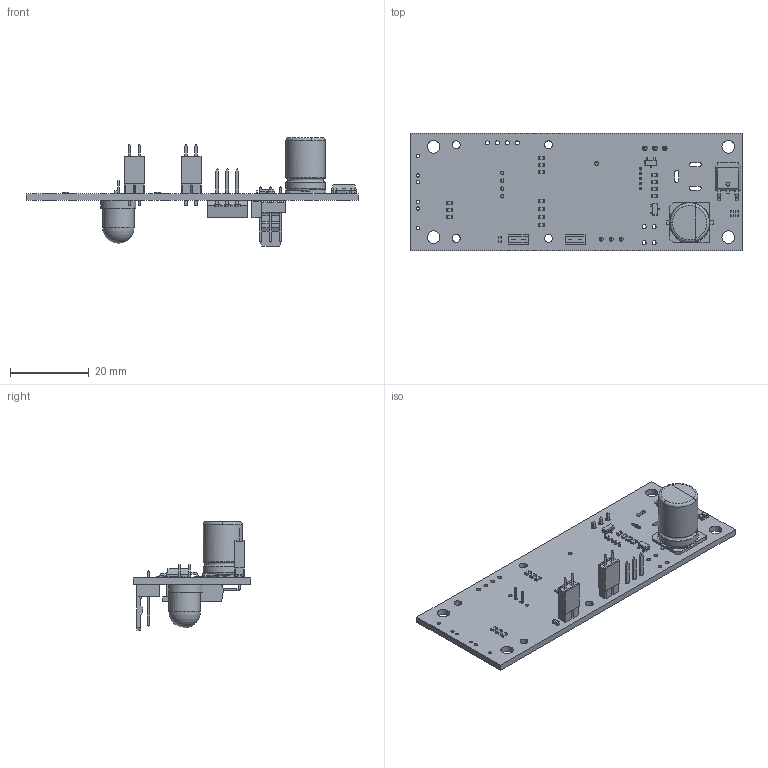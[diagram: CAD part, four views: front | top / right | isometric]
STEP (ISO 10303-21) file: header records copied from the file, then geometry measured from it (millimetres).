
FILE_DESCRIPTION(('FreeCAD Model'),'2;1');
FILE_NAME( 'NinjaLAMP.step', '2020-10-29T19:45:50',('Author'),(''), 'Open CASCADE STEP processor 7.3','FreeCAD','Unknown');
FILE_SCHEMA(('AUTOMOTIVE_DESIGN { 1 0 10303 214 1 1 1 1 }'));
Length unit declared in the file: millimetre
Products named in the file (39): NinjaLAMP; Board_Geoms_394c; Local_CS_394c; Pcb_394c; PCB_Sketch_394c; Step_Models_394c; Top_394c; NTC_AIR1_PinHeader_1x02_P254mm_Vertical_5FA54BA2[2]; NTC_AIR1_PinSocket_1x02_P254mm_Vertical_5FA54BA2[3]; NTC_WELL1_AIR1_PinHeader_1x02_P254mm_Vertical_5FA54BB8[2]; NTC_WELL1_AIR1_PinSocket_1x02_P254mm_Vertical_5FA54BB8[3]; Q1_SOT_23_5FA54BDB; Q2_SOT_23_5FC62037; R4_R_0603_1608Metric_5FA5EEA7[2]; R5_R_0603_1608Metric_5FA5EE77[2]; R7_R_0603_1608Metric_5FA54C48[2]; R8_R_0603_1608Metric_5FA54C59[2]; R11_R_0603_1608Metric_5FB015A9[2]; R12_R_0603_1608Metric_5FA54C7B[2]; R9_R_0603_1608Metric_5FBBD0C3[2]; R1_R_0603_1608Metric_5FA54C9D[2]; R2_R_0603_1608Metric_5F9A590A[2]; R13_R_0603_1608Metric_5FC622F6[2]; R3_R_0603_1608Metric_5FA54CD0[2]; R14_R_0603_1608Metric_5FC62217[2]; TH1_C_0603_1608Metric_5FD6973E[2]; R6_R_0603_1608Metric_5F9A13DC[2]; R10_R_0603_1608Metric_5F9A13ED[2]; C2_C_0603_1608Metric_5FBC6DB6[2]; C3_C_0603_1608Metric_5FBC6A8D[2]; U2_TO_252_2_5FBC6AF2; C1_CP_Elec_10x143_5FBC6B8C; Bot_394c; J2_PinSocket_1x05_P127mm_Vertical_5FD4DE27[2]; FAN1_Molex_AE_6410_03A_5FD73072[2]; EXTRA_Q1_TO-220-3_Horizontal_TabUp_5FB01CE5[2]; Step_Virtual_Models_394c; BotV_394c; D1_LED_D8.0mm_5F98D6B4
Assembly tree (38 placements, depth 4):
  NinjaLAMP
    Board_Geoms_394c
      Local_CS_394c
      Pcb_394c
      PCB_Sketch_394c
    Step_Models_394c
      Top_394c
        NTC_AIR1_PinHeader_1x02_P254mm_Vertical_5FA54BA2[2]
        NTC_AIR1_PinSocket_1x02_P254mm_Vertical_5FA54BA2[3]
        NTC_WELL1_AIR1_PinHeader_1x02_P254mm_Vertical_5FA54BB8[2]
        NTC_WELL1_AIR1_PinSocket_1x02_P254mm_Vertical_5FA54BB8[3]
        Q1_SOT_23_5FA54BDB
        Q2_SOT_23_5FC62037
        R4_R_0603_1608Metric_5FA5EEA7[2]
        R5_R_0603_1608Metric_5FA5EE77[2]
        R7_R_0603_1608Metric_5FA54C48[2]
        R8_R_0603_1608Metric_5FA54C59[2]
        R11_R_0603_1608Metric_5FB015A9[2]
        R12_R_0603_1608Metric_5FA54C7B[2]
        R9_R_0603_1608Metric_5FBBD0C3[2]
        R1_R_0603_1608Metric_5FA54C9D[2]
        R2_R_0603_1608Metric_5F9A590A[2]
        R13_R_0603_1608Metric_5FC622F6[2]
        R3_R_0603_1608Metric_5FA54CD0[2]
        R14_R_0603_1608Metric_5FC62217[2]
        TH1_C_0603_1608Metric_5FD6973E[2]
        R6_R_0603_1608Metric_5F9A13DC[2]
        R10_R_0603_1608Metric_5F9A13ED[2]
        C2_C_0603_1608Metric_5FBC6DB6[2]
        C3_C_0603_1608Metric_5FBC6A8D[2]
        U2_TO_252_2_5FBC6AF2
        C1_CP_Elec_10x143_5FBC6B8C
      Bot_394c
        J2_PinSocket_1x05_P127mm_Vertical_5FD4DE27[2]
        FAN1_Molex_AE_6410_03A_5FD73072[2]
        EXTRA_Q1_TO-220-3_Horizontal_TabUp_5FB01CE5[2]
    Step_Virtual_Models_394c
      BotV_394c
        D1_LED_D8.0mm_5F98D6B4
Bounding box: 84.5 x 30 x 27.6 mm (x, y, z)
Volume: 6657.6 mm3; surface area: 8695.7 mm2
Topology: 30 solids, 30 shells, 1387 faces, 3562 edges, 2291 vertices
Faces by surface type: plane 1069, cylinder 256, bspline 56, torus 4, revolution 1, sphere 1
Full cylindrical faces by diameter (mm): 0.65 x5, 0.798 x6, 0.848 x4, 1 x13, 1.016 x4, 1.2 x3, 2 x4, 3.2 x4, 3.735 x1, 8 x1, 10 x2
Entity records: 51620 total; most frequent: CARTESIAN_POINT 7680, ORIENTED_EDGE 7104, DIRECTION 6766, EDGE_CURVE 3552, LINE 2953, VECTOR 2953, VERTEX_POINT 2278, AXIS2_PLACEMENT_3D 1906
